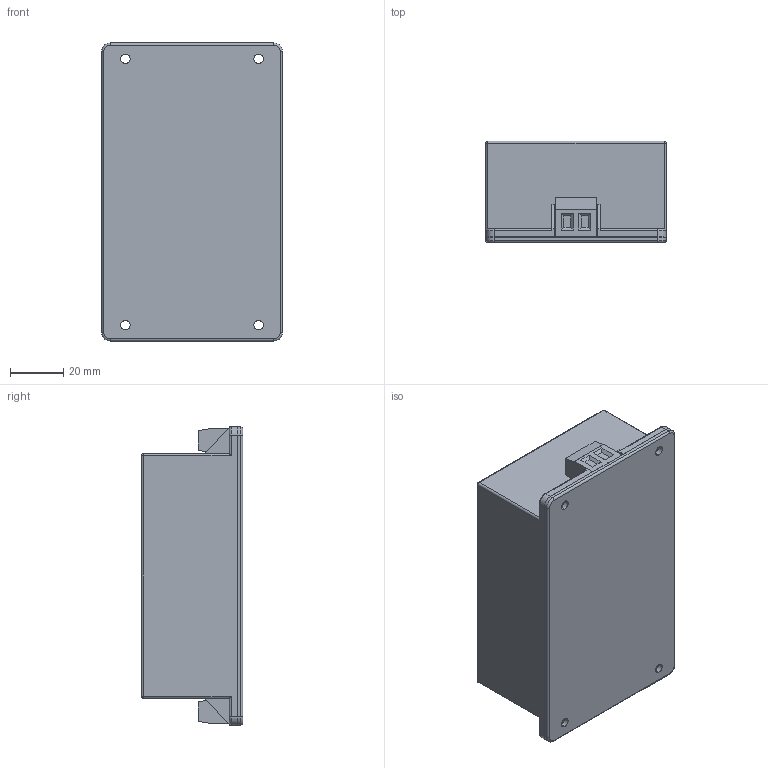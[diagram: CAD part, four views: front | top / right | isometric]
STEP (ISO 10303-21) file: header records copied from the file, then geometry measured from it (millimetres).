
FILE_DESCRIPTION (( 'STEP AP203' ), '1' );
FILE_NAME ('PSE24-160.STEP', '2011-10-11T14:39:44', ( '.adc' ), ( '' ), 'SwSTEP 2.0', 'SolidWorks 2011', '' );
FILE_SCHEMA (( 'CONFIG_CONTROL_DESIGN' ));
Length unit declared in the file: inch
Products named in the file (1): PSE24-160
Bounding box: 67.82 x 38.1 x 112.01 mm (x, y, z)
Volume: 248732 mm3; surface area: 45010.5 mm2
Topology: 2 solids, 2 shells, 374 faces, 984 edges, 640 vertices
Faces by surface type: plane 246, cylinder 62, cone 33, bspline 21, torus 8, sphere 4
Entity records: 12577 total; most frequent: CARTESIAN_POINT 3228, ORIENTED_EDGE 1960, DIRECTION 1832, EDGE_CURVE 980, LINE 744, VECTOR 744, VERTEX_POINT 640, AXIS2_PLACEMENT_3D 544
